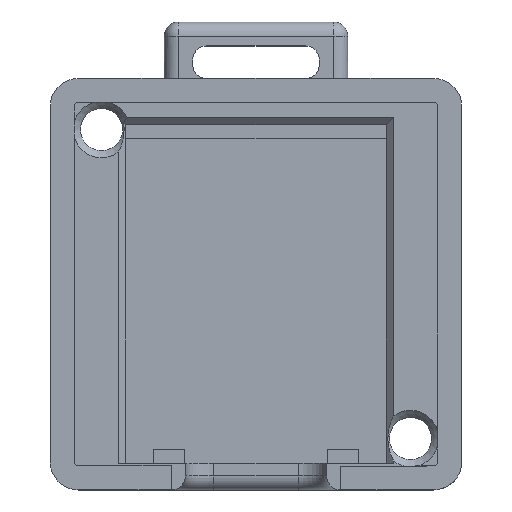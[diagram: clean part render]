
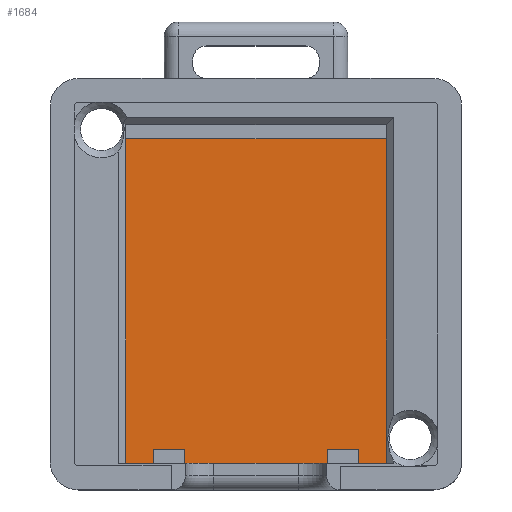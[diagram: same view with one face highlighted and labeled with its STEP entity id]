
A CAD part, top view. The second image highlights one B-rep face of the part: STEP entity #1684.
In plain terms, the highlighted planar face has unit normal (0, 0, 1).
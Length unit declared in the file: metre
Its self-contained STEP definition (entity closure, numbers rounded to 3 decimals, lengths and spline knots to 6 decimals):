
#294=ORIENTED_EDGE('',*,*,#781,.F.);
#295=ORIENTED_EDGE('',*,*,#713,.T.);
#296=ORIENTED_EDGE('',*,*,#734,.T.);
#297=ORIENTED_EDGE('',*,*,#782,.T.);
#298=ORIENTED_EDGE('',*,*,#783,.T.);
#299=ORIENTED_EDGE('',*,*,#784,.F.);
#300=ORIENTED_EDGE('',*,*,#730,.T.);
#301=ORIENTED_EDGE('',*,*,#785,.T.);
#302=ORIENTED_EDGE('',*,*,#786,.F.);
#303=ORIENTED_EDGE('',*,*,#787,.F.);
#304=ORIENTED_EDGE('',*,*,#726,.T.);
#305=ORIENTED_EDGE('',*,*,#720,.F.);
#713=EDGE_CURVE('',#965,#964,#1110,.T.);
#720=EDGE_CURVE('',#970,#968,#1117,.T.);
#726=EDGE_CURVE('',#974,#968,#1122,.T.);
#730=EDGE_CURVE('',#978,#977,#1126,.T.);
#734=EDGE_CURVE('',#964,#981,#1130,.T.);
#781=EDGE_CURVE('',#965,#970,#1162,.T.);
#782=EDGE_CURVE('',#981,#1017,#1163,.T.);
#783=EDGE_CURVE('',#1017,#1018,#1164,.T.);
#784=EDGE_CURVE('',#978,#1018,#1165,.T.);
#785=EDGE_CURVE('',#977,#1019,#1166,.T.);
#786=EDGE_CURVE('',#1020,#1019,#1167,.T.);
#787=EDGE_CURVE('',#974,#1020,#1168,.T.);
#964=VERTEX_POINT('',#2569);
#965=VERTEX_POINT('',#2571);
#968=VERTEX_POINT('',#2578);
#970=VERTEX_POINT('',#2583);
#974=VERTEX_POINT('',#2595);
#977=VERTEX_POINT('',#2601);
#978=VERTEX_POINT('',#2603);
#981=VERTEX_POINT('',#2609);
#1017=VERTEX_POINT('',#2711);
#1018=VERTEX_POINT('',#2713);
#1019=VERTEX_POINT('',#2716);
#1020=VERTEX_POINT('',#2718);
#1110=LINE('',#2570,#1270);
#1117=LINE('',#2584,#1277);
#1122=LINE('',#2594,#1282);
#1126=LINE('',#2602,#1286);
#1130=LINE('',#2610,#1290);
#1162=LINE('',#2709,#1322);
#1163=LINE('',#2710,#1323);
#1164=LINE('',#2712,#1324);
#1165=LINE('',#2714,#1325);
#1166=LINE('',#2715,#1326);
#1167=LINE('',#2717,#1327);
#1168=LINE('',#2719,#1328);
#1270=VECTOR('',#2037,1.);
#1277=VECTOR('',#2046,1.);
#1282=VECTOR('',#2055,1.);
#1286=VECTOR('',#2059,1.);
#1290=VECTOR('',#2063,1.);
#1322=VECTOR('',#2151,1.);
#1323=VECTOR('',#2152,1.);
#1324=VECTOR('',#2153,1.);
#1325=VECTOR('',#2154,1.);
#1326=VECTOR('',#2155,1.);
#1327=VECTOR('',#2156,1.);
#1328=VECTOR('',#2157,1.);
#1425=EDGE_LOOP('',(#294,#295,#296,#297,#298,#299,#300,#301,#302,#303,#304,#305));
#1531=FACE_BOUND('',#1425,.T.);
#1627=PLANE('',#1828);
#1684=ADVANCED_FACE('',(#1531),#1627,.T.);
#1828=AXIS2_PLACEMENT_3D('',#2708,#2149,#2150);
#2037=DIRECTION('',(0.,-1.,0.));
#2046=DIRECTION('',(0.,-1.,0.));
#2055=DIRECTION('',(1.,0.,0.));
#2059=DIRECTION('',(1.,0.,0.));
#2063=DIRECTION('',(1.,0.,0.));
#2149=DIRECTION('',(0.,0.,1.));
#2150=DIRECTION('',(1.,0.,0.));
#2151=DIRECTION('',(1.,0.,0.));
#2152=DIRECTION('',(0.,1.,0.));
#2153=DIRECTION('',(1.,0.,0.));
#2154=DIRECTION('',(0.,1.,0.));
#2155=DIRECTION('',(0.,1.,0.));
#2156=DIRECTION('',(-1.,0.,0.));
#2157=DIRECTION('',(0.,1.,0.));
#2569=CARTESIAN_POINT('',(-0.00925,-0.014303,-0.002));
#2570=CARTESIAN_POINT('',(-0.00925,-0.012763,-0.002));
#2571=CARTESIAN_POINT('',(-0.00925,0.008697,-0.002));
#2578=CARTESIAN_POINT('',(0.00925,-0.014303,-0.002));
#2583=CARTESIAN_POINT('',(0.00925,0.008697,-0.002));
#2584=CARTESIAN_POINT('',(0.00925,0.008987,-0.002));
#2594=CARTESIAN_POINT('',(0.,-0.014303,-0.002));
#2595=CARTESIAN_POINT('',(0.007295,-0.014303,-0.002));
#2601=CARTESIAN_POINT('',(0.005095,-0.014303,-0.002));
#2602=CARTESIAN_POINT('',(0.,-0.014303,-0.002));
#2603=CARTESIAN_POINT('',(-0.005095,-0.014303,-0.002));
#2609=CARTESIAN_POINT('',(-0.007295,-0.014303,-0.002));
#2610=CARTESIAN_POINT('',(0.,-0.014303,-0.002));
#2708=CARTESIAN_POINT('',(0.,-0.001611,-0.002));
#2709=CARTESIAN_POINT('',(0.,0.008697,-0.002));
#2710=CARTESIAN_POINT('',(-0.007295,-0.013803,-0.002));
#2711=CARTESIAN_POINT('',(-0.007295,-0.013303,-0.002));
#2712=CARTESIAN_POINT('',(-0.006195,-0.013303,-0.002));
#2713=CARTESIAN_POINT('',(-0.005095,-0.013303,-0.002));
#2714=CARTESIAN_POINT('',(-0.005095,-0.013803,-0.002));
#2715=CARTESIAN_POINT('',(0.005095,-0.013803,-0.002));
#2716=CARTESIAN_POINT('',(0.005095,-0.013303,-0.002));
#2717=CARTESIAN_POINT('',(0.006195,-0.013303,-0.002));
#2718=CARTESIAN_POINT('',(0.007295,-0.013303,-0.002));
#2719=CARTESIAN_POINT('',(0.007295,-0.013803,-0.002));
